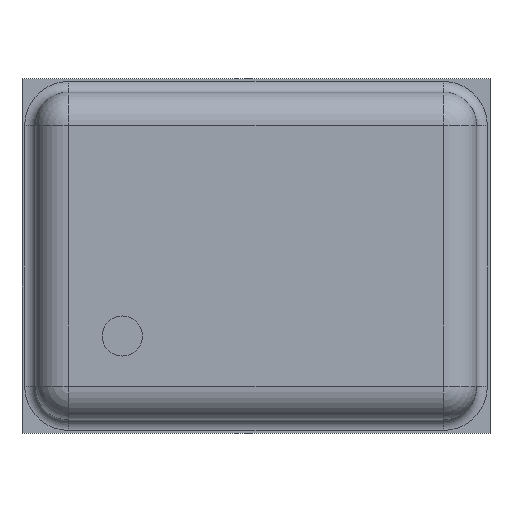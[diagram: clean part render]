
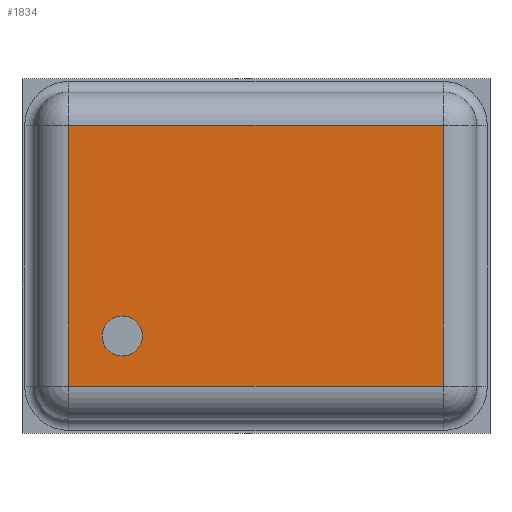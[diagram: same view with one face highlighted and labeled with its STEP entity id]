
A CAD part, top view. The second image highlights one B-rep face of the part: STEP entity #1834.
In plain terms, the highlighted planar face has unit normal (0, 0, 1).
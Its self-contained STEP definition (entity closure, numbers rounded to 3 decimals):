
#1047 = CYLINDRICAL_SURFACE('',#1048,0.25);
#1048 = AXIS2_PLACEMENT_3D('',#1049,#1050,#1051);
#1049 = CARTESIAN_POINT('',(-1.65,0.975,0.73));
#1050 = DIRECTION('',(1.,0.,0.));
#1051 = DIRECTION('',(0.,1.,0.));
#1231 = CYLINDRICAL_SURFACE('',#1232,0.25);
#1232 = AXIS2_PLACEMENT_3D('',#1233,#1234,#1235);
#1233 = CARTESIAN_POINT('',(-1.4,-1.225,0.73));
#1234 = DIRECTION('',(0.,1.,0.));
#1235 = DIRECTION('',(-1.,0.,0.));
#1265 = CYLINDRICAL_SURFACE('',#1266,0.25);
#1266 = AXIS2_PLACEMENT_3D('',#1267,#1268,#1269);
#1267 = CARTESIAN_POINT('',(1.4,1.225,0.73));
#1268 = DIRECTION('',(0.,-1.,0.));
#1269 = DIRECTION('',(1.,0.,0.));
#1427 = CYLINDRICAL_SURFACE('',#1428,0.25);
#1428 = AXIS2_PLACEMENT_3D('',#1429,#1430,#1431);
#1429 = CARTESIAN_POINT('',(1.65,-0.975,0.73));
#1430 = DIRECTION('',(-1.,0.,0.));
#1431 = DIRECTION('',(0.,-1.,0.));
#1487 = VERTEX_POINT('',#1488);
#1488 = CARTESIAN_POINT('',(-1.4,0.975,0.98));
#1508 = EDGE_CURVE('',#1487,#1509,#1511,.T.);
#1509 = VERTEX_POINT('',#1510);
#1510 = CARTESIAN_POINT('',(1.4,0.975,0.98));
#1511 = SURFACE_CURVE('',#1512,(#1516,#1523),.PCURVE_S1.);
#1512 = LINE('',#1513,#1514);
#1513 = CARTESIAN_POINT('',(-1.65,0.975,0.98));
#1514 = VECTOR('',#1515,1.);
#1515 = DIRECTION('',(1.,0.,0.));
#1516 = PCURVE('',#1047,#1517);
#1517 = DEFINITIONAL_REPRESENTATION('',(#1518),#1522);
#1518 = LINE('',#1519,#1520);
#1519 = CARTESIAN_POINT('',(1.571,0.));
#1520 = VECTOR('',#1521,1.);
#1521 = DIRECTION('',(0.,1.));
#1522 = ( GEOMETRIC_REPRESENTATION_CONTEXT(2) 
PARAMETRIC_REPRESENTATION_CONTEXT() REPRESENTATION_CONTEXT('2D SPACE',''
  ) );
#1523 = PCURVE('',#1524,#1529);
#1524 = PLANE('',#1525);
#1525 = AXIS2_PLACEMENT_3D('',#1526,#1527,#1528);
#1526 = CARTESIAN_POINT('',(0.,0.,0.98));
#1527 = DIRECTION('',(0.,0.,1.));
#1528 = DIRECTION('',(1.,0.,0.));
#1529 = DEFINITIONAL_REPRESENTATION('',(#1530),#1534);
#1530 = LINE('',#1531,#1532);
#1531 = CARTESIAN_POINT('',(-1.65,0.975));
#1532 = VECTOR('',#1533,1.);
#1533 = DIRECTION('',(1.,0.));
#1534 = ( GEOMETRIC_REPRESENTATION_CONTEXT(2) 
PARAMETRIC_REPRESENTATION_CONTEXT() REPRESENTATION_CONTEXT('2D SPACE',''
  ) );
#1611 = VERTEX_POINT('',#1612);
#1612 = CARTESIAN_POINT('',(-1.4,-0.975,0.98));
#1632 = EDGE_CURVE('',#1611,#1487,#1633,.T.);
#1633 = SURFACE_CURVE('',#1634,(#1638,#1645),.PCURVE_S1.);
#1634 = LINE('',#1635,#1636);
#1635 = CARTESIAN_POINT('',(-1.4,-1.225,0.98));
#1636 = VECTOR('',#1637,1.);
#1637 = DIRECTION('',(0.,1.,0.));
#1638 = PCURVE('',#1231,#1639);
#1639 = DEFINITIONAL_REPRESENTATION('',(#1640),#1644);
#1640 = LINE('',#1641,#1642);
#1641 = CARTESIAN_POINT('',(1.571,0.));
#1642 = VECTOR('',#1643,1.);
#1643 = DIRECTION('',(0.,1.));
#1644 = ( GEOMETRIC_REPRESENTATION_CONTEXT(2) 
PARAMETRIC_REPRESENTATION_CONTEXT() REPRESENTATION_CONTEXT('2D SPACE',''
  ) );
#1645 = PCURVE('',#1524,#1646);
#1646 = DEFINITIONAL_REPRESENTATION('',(#1647),#1651);
#1647 = LINE('',#1648,#1649);
#1648 = CARTESIAN_POINT('',(-1.4,-1.225));
#1649 = VECTOR('',#1650,1.);
#1650 = DIRECTION('',(0.,1.));
#1651 = ( GEOMETRIC_REPRESENTATION_CONTEXT(2) 
PARAMETRIC_REPRESENTATION_CONTEXT() REPRESENTATION_CONTEXT('2D SPACE',''
  ) );
#1659 = EDGE_CURVE('',#1509,#1660,#1662,.T.);
#1660 = VERTEX_POINT('',#1661);
#1661 = CARTESIAN_POINT('',(1.4,-0.975,0.98));
#1662 = SURFACE_CURVE('',#1663,(#1667,#1674),.PCURVE_S1.);
#1663 = LINE('',#1664,#1665);
#1664 = CARTESIAN_POINT('',(1.4,1.225,0.98));
#1665 = VECTOR('',#1666,1.);
#1666 = DIRECTION('',(0.,-1.,0.));
#1667 = PCURVE('',#1265,#1668);
#1668 = DEFINITIONAL_REPRESENTATION('',(#1669),#1673);
#1669 = LINE('',#1670,#1671);
#1670 = CARTESIAN_POINT('',(1.571,0.));
#1671 = VECTOR('',#1672,1.);
#1672 = DIRECTION('',(0.,1.));
#1673 = ( GEOMETRIC_REPRESENTATION_CONTEXT(2) 
PARAMETRIC_REPRESENTATION_CONTEXT() REPRESENTATION_CONTEXT('2D SPACE',''
  ) );
#1674 = PCURVE('',#1524,#1675);
#1675 = DEFINITIONAL_REPRESENTATION('',(#1676),#1680);
#1676 = LINE('',#1677,#1678);
#1677 = CARTESIAN_POINT('',(1.4,1.225));
#1678 = VECTOR('',#1679,1.);
#1679 = DIRECTION('',(0.,-1.));
#1680 = ( GEOMETRIC_REPRESENTATION_CONTEXT(2) 
PARAMETRIC_REPRESENTATION_CONTEXT() REPRESENTATION_CONTEXT('2D SPACE',''
  ) );
#1757 = EDGE_CURVE('',#1660,#1611,#1758,.T.);
#1758 = SURFACE_CURVE('',#1759,(#1763,#1770),.PCURVE_S1.);
#1759 = LINE('',#1760,#1761);
#1760 = CARTESIAN_POINT('',(1.65,-0.975,0.98));
#1761 = VECTOR('',#1762,1.);
#1762 = DIRECTION('',(-1.,0.,0.));
#1763 = PCURVE('',#1427,#1764);
#1764 = DEFINITIONAL_REPRESENTATION('',(#1765),#1769);
#1765 = LINE('',#1766,#1767);
#1766 = CARTESIAN_POINT('',(1.571,0.));
#1767 = VECTOR('',#1768,1.);
#1768 = DIRECTION('',(0.,1.));
#1769 = ( GEOMETRIC_REPRESENTATION_CONTEXT(2) 
PARAMETRIC_REPRESENTATION_CONTEXT() REPRESENTATION_CONTEXT('2D SPACE',''
  ) );
#1770 = PCURVE('',#1524,#1771);
#1771 = DEFINITIONAL_REPRESENTATION('',(#1772),#1776);
#1772 = LINE('',#1773,#1774);
#1773 = CARTESIAN_POINT('',(1.65,-0.975));
#1774 = VECTOR('',#1775,1.);
#1775 = DIRECTION('',(-1.,0.));
#1776 = ( GEOMETRIC_REPRESENTATION_CONTEXT(2) 
PARAMETRIC_REPRESENTATION_CONTEXT() REPRESENTATION_CONTEXT('2D SPACE',''
  ) );
#1834 = ADVANCED_FACE('',(#1835,#1841),#1524,.T.);
#1835 = FACE_BOUND('',#1836,.T.);
#1836 = EDGE_LOOP('',(#1837,#1838,#1839,#1840));
#1837 = ORIENTED_EDGE('',*,*,#1508,.F.);
#1838 = ORIENTED_EDGE('',*,*,#1632,.F.);
#1839 = ORIENTED_EDGE('',*,*,#1757,.F.);
#1840 = ORIENTED_EDGE('',*,*,#1659,.F.);
#1841 = FACE_BOUND('',#1842,.T.);
#1842 = EDGE_LOOP('',(#1843));
#1843 = ORIENTED_EDGE('',*,*,#1844,.F.);
#1844 = EDGE_CURVE('',#1845,#1845,#1847,.T.);
#1845 = VERTEX_POINT('',#1846);
#1846 = CARTESIAN_POINT('',(-0.85,-0.6,0.98));
#1847 = SURFACE_CURVE('',#1848,(#1853,#1860),.PCURVE_S1.);
#1848 = CIRCLE('',#1849,0.15);
#1849 = AXIS2_PLACEMENT_3D('',#1850,#1851,#1852);
#1850 = CARTESIAN_POINT('',(-1.,-0.6,0.98));
#1851 = DIRECTION('',(0.,0.,1.));
#1852 = DIRECTION('',(1.,0.,0.));
#1853 = PCURVE('',#1524,#1854);
#1854 = DEFINITIONAL_REPRESENTATION('',(#1855),#1859);
#1855 = CIRCLE('',#1856,0.15);
#1856 = AXIS2_PLACEMENT_2D('',#1857,#1858);
#1857 = CARTESIAN_POINT('',(-1.,-0.6));
#1858 = DIRECTION('',(1.,0.));
#1859 = ( GEOMETRIC_REPRESENTATION_CONTEXT(2) 
PARAMETRIC_REPRESENTATION_CONTEXT() REPRESENTATION_CONTEXT('2D SPACE',''
  ) );
#1860 = PCURVE('',#1861,#1866);
#1861 = PLANE('',#1862);
#1862 = AXIS2_PLACEMENT_3D('',#1863,#1864,#1865);
#1863 = CARTESIAN_POINT('',(0.,0.,0.98));
#1864 = DIRECTION('',(0.,0.,1.));
#1865 = DIRECTION('',(1.,0.,0.));
#1866 = DEFINITIONAL_REPRESENTATION('',(#1867),#1871);
#1867 = CIRCLE('',#1868,0.15);
#1868 = AXIS2_PLACEMENT_2D('',#1869,#1870);
#1869 = CARTESIAN_POINT('',(-1.,-0.6));
#1870 = DIRECTION('',(1.,0.));
#1871 = ( GEOMETRIC_REPRESENTATION_CONTEXT(2) 
PARAMETRIC_REPRESENTATION_CONTEXT() REPRESENTATION_CONTEXT('2D SPACE',''
  ) );
